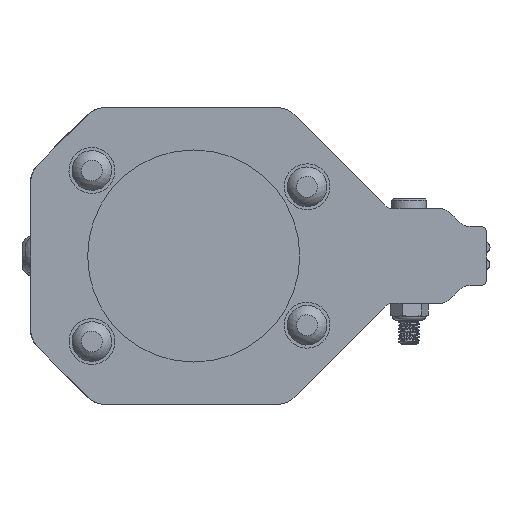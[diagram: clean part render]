
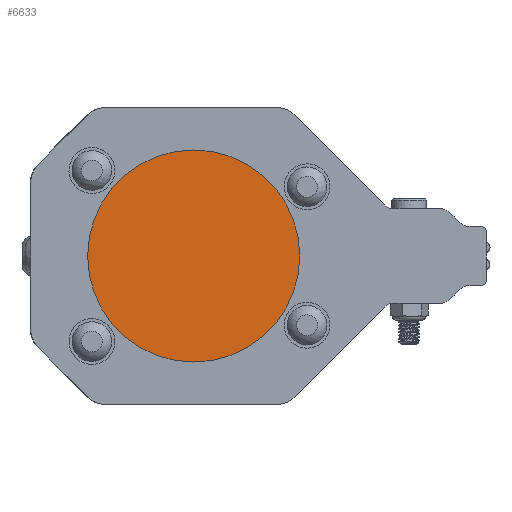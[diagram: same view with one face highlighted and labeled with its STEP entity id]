
A CAD part, left-side view. The second image highlights one B-rep face of the part: STEP entity #6633.
In plain terms, the highlighted planar face has unit normal (-1, 0, 0).
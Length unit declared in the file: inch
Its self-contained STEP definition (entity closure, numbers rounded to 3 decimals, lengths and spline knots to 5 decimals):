
#1436=PLANE('',#7436);
#1842=CIRCLE('',#7434,1.);
#2374=FACE_OUTER_BOUND('',#2961,.T.);
#2961=EDGE_LOOP('',(#5939));
#3658=VERTEX_POINT('',#22973);
#4457=EDGE_CURVE('',#3658,#3658,#1842,.T.);
#5939=ORIENTED_EDGE('',*,*,#4457,.T.);
#6633=ADVANCED_FACE('',(#2374),#1436,.T.);
#7434=AXIS2_PLACEMENT_3D('',#22974,#9245,#9246);
#7436=AXIS2_PLACEMENT_3D('',#22977,#9249,#9250);
#9245=DIRECTION('center_axis',(-1.,0.,0.));
#9246=DIRECTION('ref_axis',(0.,0.,-1.));
#9249=DIRECTION('center_axis',(-1.,0.,0.));
#9250=DIRECTION('ref_axis',(0.,0.,1.));
#22973=CARTESIAN_POINT('',(8.13239,0.,1.));
#22974=CARTESIAN_POINT('Origin',(8.13239,0.,
0.));
#22977=CARTESIAN_POINT('Origin',(8.13239,0.,
0.));
